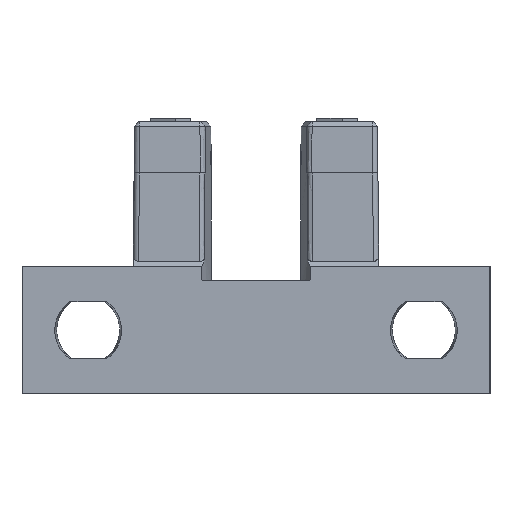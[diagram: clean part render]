
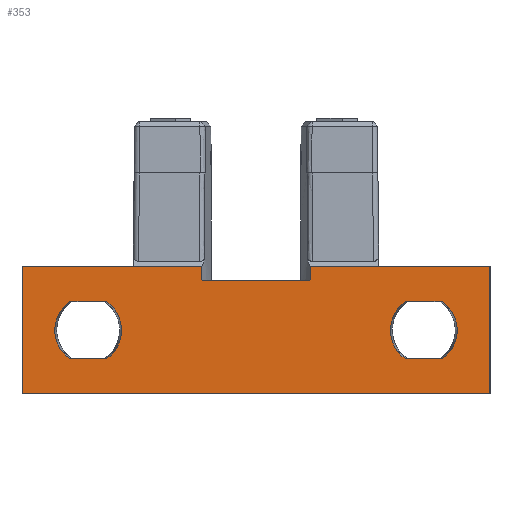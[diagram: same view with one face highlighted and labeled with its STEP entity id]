
A CAD part, left-side view. The second image highlights one B-rep face of the part: STEP entity #353.
In plain terms, the highlighted planar face has unit normal (-1, 0, 0).
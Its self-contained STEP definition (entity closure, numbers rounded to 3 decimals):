
#125=FACE_BOUND('',#824,.T.);
#126=FACE_BOUND('',#825,.T.);
#127=FACE_BOUND('',#826,.T.);
#175=B_SPLINE_CURVE_WITH_KNOTS('',3,(#5026,#5027,#5028,#5029),
 .UNSPECIFIED.,.F.,.F.,(4,4),(0.,1.),.UNSPECIFIED.);
#176=B_SPLINE_CURVE_WITH_KNOTS('',3,(#5033,#5034,#5035,#5036),
 .UNSPECIFIED.,.F.,.F.,(4,4),(0.,1.),.UNSPECIFIED.);
#284=CIRCLE('',#3464,1.989);
#285=CIRCLE('',#3465,1.989);
#286=CIRCLE('',#3466,1.989);
#287=CIRCLE('',#3467,1.989);
#353=ADVANCED_FACE('',(#125,#126,#127),#535,.T.);
#535=PLANE('',#3468);
#824=EDGE_LOOP('',(#1603,#1604,#1605,#1606));
#825=EDGE_LOOP('',(#1607,#1608,#1609,#1610));
#826=EDGE_LOOP('',(#1611,#1612,#1613,#1614,#1615,#1616,#1617,#1618));
#1044=LINE('',#5007,#1290);
#1045=LINE('',#5012,#1291);
#1046=LINE('',#5015,#1292);
#1047=LINE('',#5020,#1293);
#1048=LINE('',#5023,#1294);
#1049=LINE('',#5031,#1295);
#1050=LINE('',#5038,#1296);
#1051=LINE('',#5040,#1297);
#1052=LINE('',#5042,#1298);
#1053=LINE('',#5044,#1299);
#1290=VECTOR('',#3854,1.);
#1291=VECTOR('',#3857,1.);
#1292=VECTOR('',#3860,1.);
#1293=VECTOR('',#3863,1.);
#1294=VECTOR('',#3866,1.);
#1295=VECTOR('',#3867,1.);
#1296=VECTOR('',#3868,1.);
#1297=VECTOR('',#3869,1.);
#1298=VECTOR('',#3870,1.);
#1299=VECTOR('',#3871,1.);
#1603=ORIENTED_EDGE('',*,*,#2926,.T.);
#1604=ORIENTED_EDGE('',*,*,#2927,.T.);
#1605=ORIENTED_EDGE('',*,*,#2928,.T.);
#1606=ORIENTED_EDGE('',*,*,#2929,.T.);
#1607=ORIENTED_EDGE('',*,*,#2930,.T.);
#1608=ORIENTED_EDGE('',*,*,#2931,.T.);
#1609=ORIENTED_EDGE('',*,*,#2932,.T.);
#1610=ORIENTED_EDGE('',*,*,#2933,.T.);
#1611=ORIENTED_EDGE('',*,*,#2934,.F.);
#1612=ORIENTED_EDGE('',*,*,#2935,.T.);
#1613=ORIENTED_EDGE('',*,*,#2936,.T.);
#1614=ORIENTED_EDGE('',*,*,#2937,.T.);
#1615=ORIENTED_EDGE('',*,*,#2938,.F.);
#1616=ORIENTED_EDGE('',*,*,#2939,.F.);
#1617=ORIENTED_EDGE('',*,*,#2940,.T.);
#1618=ORIENTED_EDGE('',*,*,#2941,.T.);
#2594=VERTEX_POINT('',#5008);
#2595=VERTEX_POINT('',#5009);
#2596=VERTEX_POINT('',#5011);
#2597=VERTEX_POINT('',#5013);
#2598=VERTEX_POINT('',#5016);
#2599=VERTEX_POINT('',#5017);
#2600=VERTEX_POINT('',#5019);
#2601=VERTEX_POINT('',#5021);
#2602=VERTEX_POINT('',#5024);
#2603=VERTEX_POINT('',#5025);
#2604=VERTEX_POINT('',#5030);
#2605=VERTEX_POINT('',#5032);
#2606=VERTEX_POINT('',#5037);
#2607=VERTEX_POINT('',#5039);
#2608=VERTEX_POINT('',#5041);
#2609=VERTEX_POINT('',#5043);
#2926=EDGE_CURVE('',#2594,#2595,#1044,.T.);
#2927=EDGE_CURVE('',#2595,#2596,#284,.T.);
#2928=EDGE_CURVE('',#2596,#2597,#1045,.T.);
#2929=EDGE_CURVE('',#2597,#2594,#285,.T.);
#2930=EDGE_CURVE('',#2598,#2599,#1046,.T.);
#2931=EDGE_CURVE('',#2599,#2600,#286,.T.);
#2932=EDGE_CURVE('',#2600,#2601,#1047,.T.);
#2933=EDGE_CURVE('',#2601,#2598,#287,.T.);
#2934=EDGE_CURVE('',#2602,#2603,#1048,.T.);
#2935=EDGE_CURVE('',#2602,#2604,#175,.T.);
#2936=EDGE_CURVE('',#2604,#2605,#1049,.T.);
#2937=EDGE_CURVE('',#2605,#2606,#176,.T.);
#2938=EDGE_CURVE('',#2607,#2606,#1050,.T.);
#2939=EDGE_CURVE('',#2608,#2607,#1051,.T.);
#2940=EDGE_CURVE('',#2608,#2609,#1052,.T.);
#2941=EDGE_CURVE('',#2609,#2603,#1053,.T.);
#3464=AXIS2_PLACEMENT_3D('',#5010,#3855,#3856);
#3465=AXIS2_PLACEMENT_3D('',#5014,#3858,#3859);
#3466=AXIS2_PLACEMENT_3D('',#5018,#3861,#3862);
#3467=AXIS2_PLACEMENT_3D('',#5022,#3864,#3865);
#3468=AXIS2_PLACEMENT_3D('',#5045,#3872,#3873);
#3854=DIRECTION('',(0.,-1.,0.));
#3855=DIRECTION('',(1.,0.,0.));
#3856=DIRECTION('',(0.,0.,-1.));
#3857=DIRECTION('',(0.,1.,0.));
#3858=DIRECTION('',(1.,0.,0.));
#3859=DIRECTION('',(0.,0.,-1.));
#3860=DIRECTION('',(0.,-1.,0.));
#3861=DIRECTION('',(1.,0.,0.));
#3862=DIRECTION('',(0.,0.,-1.));
#3863=DIRECTION('',(0.,1.,0.));
#3864=DIRECTION('',(1.,0.,0.));
#3865=DIRECTION('',(0.,0.,-1.));
#3866=DIRECTION('',(0.,-1.,0.));
#3867=DIRECTION('',(0.,1.,0.));
#3868=DIRECTION('',(0.,-1.,0.));
#3869=DIRECTION('',(0.,0.,1.));
#3870=DIRECTION('',(0.,-1.,0.));
#3871=DIRECTION('',(0.,0.,1.));
#3872=DIRECTION('',(-1.,0.,0.));
#3873=DIRECTION('',(0.,0.,1.));
#5007=CARTESIAN_POINT('',(-3.3,-18.361,-1.97));
#5008=CARTESIAN_POINT('',(-3.3,-17.32,-1.97));
#5009=CARTESIAN_POINT('',(-3.3,-19.401,-1.97));
#5010=CARTESIAN_POINT('',(-3.3,-18.261,-3.6));
#5011=CARTESIAN_POINT('',(-3.3,-19.401,-5.23));
#5012=CARTESIAN_POINT('',(-3.3,-18.361,-5.23));
#5013=CARTESIAN_POINT('',(-3.3,-17.32,-5.23));
#5014=CARTESIAN_POINT('',(-3.3,-18.461,-3.6));
#5015=CARTESIAN_POINT('',(-3.3,-37.361,-1.97));
#5016=CARTESIAN_POINT('',(-3.3,-36.32,-1.97));
#5017=CARTESIAN_POINT('',(-3.3,-38.401,-1.97));
#5018=CARTESIAN_POINT('',(-3.3,-37.261,-3.6));
#5019=CARTESIAN_POINT('',(-3.3,-38.401,-5.23));
#5020=CARTESIAN_POINT('',(-3.3,-37.361,-5.23));
#5021=CARTESIAN_POINT('',(-3.3,-36.32,-5.23));
#5022=CARTESIAN_POINT('',(-3.3,-37.461,-3.6));
#5023=CARTESIAN_POINT('',(-3.3,-14.611,0.));
#5024=CARTESIAN_POINT('',(-3.3,-30.923,0.));
#5025=CARTESIAN_POINT('',(-3.3,-41.111,0.));
#5026=CARTESIAN_POINT('',(-3.3,-30.923,0.));
#5027=CARTESIAN_POINT('',(-3.3,-30.921,-0.267));
#5028=CARTESIAN_POINT('',(-3.3,-30.92,-0.533));
#5029=CARTESIAN_POINT('',(-3.3,-30.918,-0.8));
#5030=CARTESIAN_POINT('',(-3.3,-30.918,-0.8));
#5031=CARTESIAN_POINT('',(-3.3,-121.472,-0.8));
#5032=CARTESIAN_POINT('',(-3.3,-24.803,-0.8));
#5033=CARTESIAN_POINT('',(-3.3,-24.803,-0.8));
#5034=CARTESIAN_POINT('',(-3.3,-24.802,-0.533));
#5035=CARTESIAN_POINT('',(-3.3,-24.8,-0.267));
#5036=CARTESIAN_POINT('',(-3.3,-24.799,0.));
#5037=CARTESIAN_POINT('',(-3.3,-24.799,0.));
#5038=CARTESIAN_POINT('',(-3.3,-14.611,0.));
#5039=CARTESIAN_POINT('',(-3.3,-14.611,0.));
#5040=CARTESIAN_POINT('',(-3.3,-14.611,-7.2));
#5041=CARTESIAN_POINT('',(-3.3,-14.611,-7.2));
#5042=CARTESIAN_POINT('',(-3.3,-14.611,-7.2));
#5043=CARTESIAN_POINT('',(-3.3,-41.111,-7.2));
#5044=CARTESIAN_POINT('',(-3.3,-41.111,-7.2));
#5045=CARTESIAN_POINT('',(-3.3,-14.611,-7.2));
